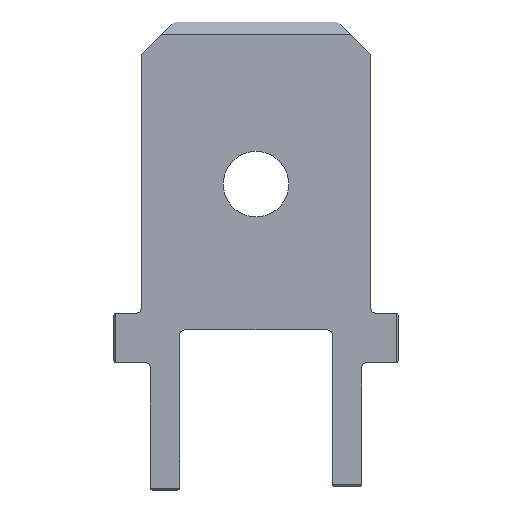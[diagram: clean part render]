
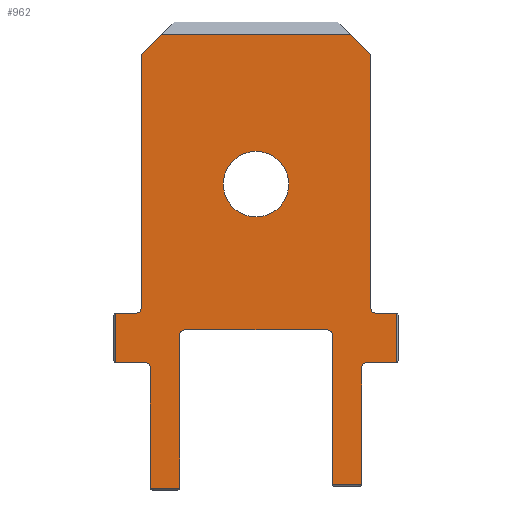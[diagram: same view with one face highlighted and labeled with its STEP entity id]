
A CAD part, front view. The second image highlights one B-rep face of the part: STEP entity #962.
In plain terms, the highlighted planar face has unit normal (0, -1, 0).
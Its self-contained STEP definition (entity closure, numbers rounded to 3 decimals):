
#240 = VERTEX_POINT('',#241);
#241 = CARTESIAN_POINT('',(3.85,-0.4,1.55));
#247 = EDGE_CURVE('',#240,#248,#250,.T.);
#248 = VERTEX_POINT('',#249);
#249 = CARTESIAN_POINT('',(3.3,-0.4,1.55));
#250 = LINE('',#251,#252);
#251 = CARTESIAN_POINT('',(3.9,-0.4,1.55));
#252 = VECTOR('',#253,1.);
#253 = DIRECTION('',(-1.,0.,0.));
#304 = EDGE_CURVE('',#305,#248,#307,.T.);
#305 = VERTEX_POINT('',#306);
#306 = CARTESIAN_POINT('',(3.15,-0.4,1.7));
#307 = CIRCLE('',#308,0.15);
#308 = AXIS2_PLACEMENT_3D('',#309,#310,#311);
#309 = CARTESIAN_POINT('',(3.3,-0.4,1.7));
#310 = DIRECTION('',(0.,-1.,0.));
#311 = DIRECTION('',(0.,0.,-1.));
#329 = VERTEX_POINT('',#330);
#330 = CARTESIAN_POINT('',(3.05,-0.4,0.2));
#336 = EDGE_CURVE('',#329,#337,#339,.T.);
#337 = VERTEX_POINT('',#338);
#338 = CARTESIAN_POINT('',(3.85,-0.4,0.2));
#339 = LINE('',#340,#341);
#340 = CARTESIAN_POINT('',(2.9,-0.4,0.2));
#341 = VECTOR('',#342,1.);
#342 = DIRECTION('',(1.,0.,0.));
#360 = EDGE_CURVE('',#305,#361,#363,.T.);
#361 = VERTEX_POINT('',#362);
#362 = CARTESIAN_POINT('',(3.15,-0.4,8.65));
#363 = LINE('',#364,#365);
#364 = CARTESIAN_POINT('',(3.15,-0.4,1.55));
#365 = VECTOR('',#366,1.);
#366 = DIRECTION('',(0.,0.,1.));
#384 = VERTEX_POINT('',#385);
#385 = CARTESIAN_POINT('',(2.9,-0.4,0.05));
#391 = EDGE_CURVE('',#329,#384,#392,.T.);
#392 = CIRCLE('',#393,0.15);
#393 = AXIS2_PLACEMENT_3D('',#394,#395,#396);
#394 = CARTESIAN_POINT('',(3.05,-0.4,0.05));
#395 = DIRECTION('',(0.,-1.,0.));
#396 = DIRECTION('',(0.,0.,-1.));
#425 = EDGE_CURVE('',#361,#426,#428,.T.);
#426 = VERTEX_POINT('',#427);
#427 = CARTESIAN_POINT('',(2.6,-0.4,9.2));
#428 = LINE('',#429,#430);
#429 = CARTESIAN_POINT('',(3.15,-0.4,8.65));
#430 = VECTOR('',#431,1.);
#431 = DIRECTION('',(-0.707,0.,0.707)
  );
#449 = VERTEX_POINT('',#450);
#450 = CARTESIAN_POINT('',(2.9,-0.4,-3.15));
#456 = EDGE_CURVE('',#449,#384,#457,.T.);
#457 = LINE('',#458,#459);
#458 = CARTESIAN_POINT('',(2.9,-0.4,-3.2));
#459 = VECTOR('',#460,1.);
#460 = DIRECTION('',(0.,0.,1.));
#537 = VERTEX_POINT('',#538);
#538 = CARTESIAN_POINT('',(-2.6,-0.4,9.2));
#544 = EDGE_CURVE('',#537,#545,#547,.T.);
#545 = VERTEX_POINT('',#546);
#546 = CARTESIAN_POINT('',(-3.15,-0.4,8.65));
#547 = LINE('',#548,#549);
#548 = CARTESIAN_POINT('',(-2.25,-0.4,9.55));
#549 = VECTOR('',#550,1.);
#550 = DIRECTION('',(-0.707,0.,-0.707
    ));
#570 = VERTEX_POINT('',#571);
#571 = CARTESIAN_POINT('',(2.1,-0.4,0.947));
#577 = EDGE_CURVE('',#570,#578,#580,.T.);
#578 = VERTEX_POINT('',#579);
#579 = CARTESIAN_POINT('',(2.1,-0.4,-3.15));
#580 = LINE('',#581,#582);
#581 = CARTESIAN_POINT('',(2.1,-0.4,1.097));
#582 = VECTOR('',#583,1.);
#583 = DIRECTION('',(0.,0.,-1.));
#601 = EDGE_CURVE('',#545,#602,#604,.T.);
#602 = VERTEX_POINT('',#603);
#603 = CARTESIAN_POINT('',(-3.15,-0.4,1.7));
#604 = LINE('',#605,#606);
#605 = CARTESIAN_POINT('',(-3.15,-0.4,8.65));
#606 = VECTOR('',#607,1.);
#607 = DIRECTION('',(0.,0.,-1.));
#625 = VERTEX_POINT('',#626);
#626 = CARTESIAN_POINT('',(1.95,-0.4,1.097));
#632 = EDGE_CURVE('',#570,#625,#633,.T.);
#633 = CIRCLE('',#634,0.15);
#634 = AXIS2_PLACEMENT_3D('',#635,#636,#637);
#635 = CARTESIAN_POINT('',(1.95,-0.4,0.947));
#636 = DIRECTION('',(0.,-1.,0.));
#637 = DIRECTION('',(0.,0.,-1.));
#650 = VERTEX_POINT('',#651);
#651 = CARTESIAN_POINT('',(-3.3,-0.4,1.55));
#657 = EDGE_CURVE('',#602,#650,#658,.T.);
#658 = CIRCLE('',#659,0.15);
#659 = AXIS2_PLACEMENT_3D('',#660,#661,#662);
#660 = CARTESIAN_POINT('',(-3.3,-0.4,1.7));
#661 = DIRECTION('',(0.,1.,0.));
#662 = DIRECTION('',(0.,0.,-1.));
#675 = VERTEX_POINT('',#676);
#676 = CARTESIAN_POINT('',(-1.95,-0.4,1.097));
#682 = EDGE_CURVE('',#675,#625,#683,.T.);
#683 = LINE('',#684,#685);
#684 = CARTESIAN_POINT('',(-2.1,-0.4,1.097));
#685 = VECTOR('',#686,1.);
#686 = DIRECTION('',(1.,0.,0.));
#699 = EDGE_CURVE('',#650,#700,#702,.T.);
#700 = VERTEX_POINT('',#701);
#701 = CARTESIAN_POINT('',(-3.85,-0.4,1.55));
#702 = LINE('',#703,#704);
#703 = CARTESIAN_POINT('',(-3.15,-0.4,1.55));
#704 = VECTOR('',#705,1.);
#705 = DIRECTION('',(-1.,0.,0.));
#723 = VERTEX_POINT('',#724);
#724 = CARTESIAN_POINT('',(-2.1,-0.4,0.947));
#730 = EDGE_CURVE('',#675,#723,#731,.T.);
#731 = CIRCLE('',#732,0.15);
#732 = AXIS2_PLACEMENT_3D('',#733,#734,#735);
#733 = CARTESIAN_POINT('',(-1.95,-0.4,0.947));
#734 = DIRECTION('',(0.,-1.,0.));
#735 = DIRECTION('',(0.,0.,-1.));
#781 = VERTEX_POINT('',#782);
#782 = CARTESIAN_POINT('',(-2.1,-0.4,-3.253));
#788 = EDGE_CURVE('',#781,#723,#789,.T.);
#789 = LINE('',#790,#791);
#790 = CARTESIAN_POINT('',(-2.1,-0.4,-3.303));
#791 = VECTOR('',#792,1.);
#792 = DIRECTION('',(0.,0.,1.));
#805 = VERTEX_POINT('',#806);
#806 = CARTESIAN_POINT('',(-3.85,-0.4,0.2));
#812 = EDGE_CURVE('',#805,#813,#815,.T.);
#813 = VERTEX_POINT('',#814);
#814 = CARTESIAN_POINT('',(-3.05,-0.4,0.2));
#815 = LINE('',#816,#817);
#816 = CARTESIAN_POINT('',(-3.9,-0.4,0.2));
#817 = VECTOR('',#818,1.);
#818 = DIRECTION('',(1.,0.,0.));
#869 = VERTEX_POINT('',#870);
#870 = CARTESIAN_POINT('',(-2.9,-0.4,0.05));
#876 = EDGE_CURVE('',#813,#869,#877,.T.);
#877 = CIRCLE('',#878,0.15);
#878 = AXIS2_PLACEMENT_3D('',#879,#880,#881);
#879 = CARTESIAN_POINT('',(-3.05,-0.4,0.05));
#880 = DIRECTION('',(0.,1.,0.));
#881 = DIRECTION('',(0.,0.,-1.));
#894 = EDGE_CURVE('',#869,#895,#897,.T.);
#895 = VERTEX_POINT('',#896);
#896 = CARTESIAN_POINT('',(-2.9,-0.4,-3.253));
#897 = LINE('',#898,#899);
#898 = CARTESIAN_POINT('',(-2.9,-0.4,0.2));
#899 = VECTOR('',#900,1.);
#900 = DIRECTION('',(0.,0.,-1.));
#917 = VERTEX_POINT('',#918);
#918 = CARTESIAN_POINT('',(0.9,-0.4,5.097));
#924 = EDGE_CURVE('',#917,#917,#925,.T.);
#925 = CIRCLE('',#926,0.9);
#926 = AXIS2_PLACEMENT_3D('',#927,#928,#929);
#927 = CARTESIAN_POINT('',(0.,-0.4,5.097));
#928 = DIRECTION('',(0.,-1.,0.));
#929 = DIRECTION('',(1.,0.,0.));
#962 = ADVANCED_FACE('',(#963,#1014),#1017,.F.);
#963 = FACE_BOUND('',#964,.F.);
#964 = EDGE_LOOP('',(#965,#966,#972,#973,#974,#975,#981,#982,#983,#984,
    #985,#986,#992,#993,#994,#995,#1001,#1002,#1003,#1004,#1005,#1011,
    #1012,#1013));
#965 = ORIENTED_EDGE('',*,*,#247,.F.);
#966 = ORIENTED_EDGE('',*,*,#967,.F.);
#967 = EDGE_CURVE('',#337,#240,#968,.T.);
#968 = LINE('',#969,#970);
#969 = CARTESIAN_POINT('',(3.85,-0.4,0.2));
#970 = VECTOR('',#971,1.);
#971 = DIRECTION('',(0.,0.,1.));
#972 = ORIENTED_EDGE('',*,*,#336,.F.);
#973 = ORIENTED_EDGE('',*,*,#391,.T.);
#974 = ORIENTED_EDGE('',*,*,#456,.F.);
#975 = ORIENTED_EDGE('',*,*,#976,.F.);
#976 = EDGE_CURVE('',#578,#449,#977,.T.);
#977 = LINE('',#978,#979);
#978 = CARTESIAN_POINT('',(2.1,-0.4,-3.15));
#979 = VECTOR('',#980,1.);
#980 = DIRECTION('',(1.,0.,0.));
#981 = ORIENTED_EDGE('',*,*,#577,.F.);
#982 = ORIENTED_EDGE('',*,*,#632,.T.);
#983 = ORIENTED_EDGE('',*,*,#682,.F.);
#984 = ORIENTED_EDGE('',*,*,#730,.T.);
#985 = ORIENTED_EDGE('',*,*,#788,.F.);
#986 = ORIENTED_EDGE('',*,*,#987,.F.);
#987 = EDGE_CURVE('',#895,#781,#988,.T.);
#988 = LINE('',#989,#990);
#989 = CARTESIAN_POINT('',(-2.9,-0.4,-3.253));
#990 = VECTOR('',#991,1.);
#991 = DIRECTION('',(1.,0.,0.));
#992 = ORIENTED_EDGE('',*,*,#894,.F.);
#993 = ORIENTED_EDGE('',*,*,#876,.F.);
#994 = ORIENTED_EDGE('',*,*,#812,.F.);
#995 = ORIENTED_EDGE('',*,*,#996,.F.);
#996 = EDGE_CURVE('',#700,#805,#997,.T.);
#997 = LINE('',#998,#999);
#998 = CARTESIAN_POINT('',(-3.85,-0.4,1.55));
#999 = VECTOR('',#1000,1.);
#1000 = DIRECTION('',(0.,0.,-1.));
#1001 = ORIENTED_EDGE('',*,*,#699,.F.);
#1002 = ORIENTED_EDGE('',*,*,#657,.F.);
#1003 = ORIENTED_EDGE('',*,*,#601,.F.);
#1004 = ORIENTED_EDGE('',*,*,#544,.F.);
#1005 = ORIENTED_EDGE('',*,*,#1006,.F.);
#1006 = EDGE_CURVE('',#426,#537,#1007,.T.);
#1007 = LINE('',#1008,#1009);
#1008 = CARTESIAN_POINT('',(2.25,-0.4,9.2));
#1009 = VECTOR('',#1010,1.);
#1010 = DIRECTION('',(-1.,0.,0.));
#1011 = ORIENTED_EDGE('',*,*,#425,.F.);
#1012 = ORIENTED_EDGE('',*,*,#360,.F.);
#1013 = ORIENTED_EDGE('',*,*,#304,.T.);
#1014 = FACE_BOUND('',#1015,.F.);
#1015 = EDGE_LOOP('',(#1016));
#1016 = ORIENTED_EDGE('',*,*,#924,.T.);
#1017 = PLANE('',#1018);
#1018 = AXIS2_PLACEMENT_3D('',#1019,#1020,#1021);
#1019 = CARTESIAN_POINT('',(-2.9,-0.4,0.2));
#1020 = DIRECTION('',(0.,1.,0.));
#1021 = DIRECTION('',(0.,0.,1.));
